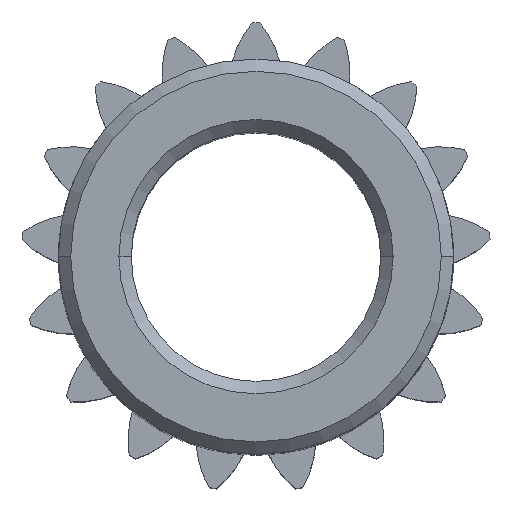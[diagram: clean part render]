
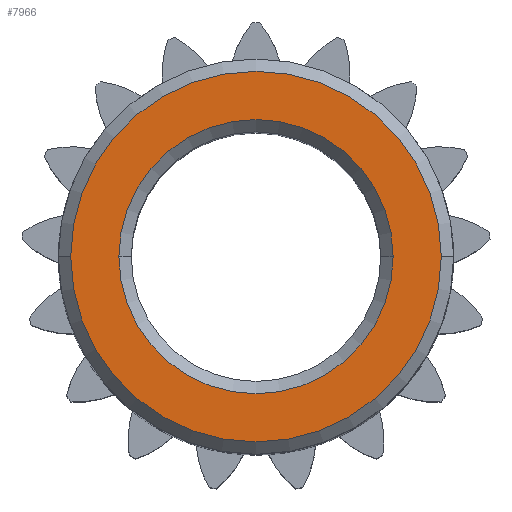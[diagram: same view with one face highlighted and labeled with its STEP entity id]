
A CAD part, top view. The second image highlights one B-rep face of the part: STEP entity #7966.
In plain terms, the highlighted planar face has unit normal (0, 0, 1).
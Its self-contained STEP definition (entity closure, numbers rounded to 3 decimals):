
#301 = CONICAL_SURFACE('',#302,2.775,0.785);
#302 = AXIS2_PLACEMENT_3D('',#303,#304,#305);
#303 = CARTESIAN_POINT('',(0.,0.,10.));
#304 = DIRECTION('',(0.,0.,1.));
#305 = DIRECTION('',(-1.,0.,0.));
#424 = VERTEX_POINT('',#425);
#425 = CARTESIAN_POINT('',(-2.775,0.,10.));
#432 = CONICAL_SURFACE('',#433,2.775,0.785);
#433 = AXIS2_PLACEMENT_3D('',#434,#435,#436);
#434 = CARTESIAN_POINT('',(0.,0.,10.));
#435 = DIRECTION('',(0.,0.,1.));
#436 = DIRECTION('',(-1.,0.,0.));
#451 = EDGE_CURVE('',#452,#424,#454,.T.);
#452 = VERTEX_POINT('',#453);
#453 = CARTESIAN_POINT('',(2.775,-0.,10.));
#454 = SURFACE_CURVE('',#455,(#460,#467),.PCURVE_S1.);
#455 = CIRCLE('',#456,2.775);
#456 = AXIS2_PLACEMENT_3D('',#457,#458,#459);
#457 = CARTESIAN_POINT('',(0.,0.,10.));
#458 = DIRECTION('',(0.,0.,1.));
#459 = DIRECTION('',(-1.,0.,0.));
#460 = PCURVE('',#432,#461);
#461 = DEFINITIONAL_REPRESENTATION('',(#462),#466);
#462 = LINE('',#463,#464);
#463 = CARTESIAN_POINT('',(0.,0.));
#464 = VECTOR('',#465,1.);
#465 = DIRECTION('',(1.,0.));
#466 = ( GEOMETRIC_REPRESENTATION_CONTEXT(2) 
PARAMETRIC_REPRESENTATION_CONTEXT() REPRESENTATION_CONTEXT('2D SPACE',''
  ) );
#467 = PCURVE('',#468,#473);
#468 = PLANE('',#469);
#469 = AXIS2_PLACEMENT_3D('',#470,#471,#472);
#470 = CARTESIAN_POINT('',(0.,0.,10.));
#471 = DIRECTION('',(0.,0.,-1.));
#472 = DIRECTION('',(0.,-1.,0.));
#473 = DEFINITIONAL_REPRESENTATION('',(#474),#482);
#474 = ( BOUNDED_CURVE() B_SPLINE_CURVE(2,(#475,#476,#477,#478,#479,#480
,#481),.UNSPECIFIED.,.T.,.F.) B_SPLINE_CURVE_WITH_KNOTS((1,2,2,2,2,1),(
    -2.094,0.,2.094,4.189,6.283,
8.378),.UNSPECIFIED.) CURVE() GEOMETRIC_REPRESENTATION_ITEM() 
RATIONAL_B_SPLINE_CURVE((1.,0.5,1.,0.5,1.,0.5,1.)) REPRESENTATION_ITEM(
  '') );
#475 = CARTESIAN_POINT('',(0.,2.775));
#476 = CARTESIAN_POINT('',(4.806,2.775));
#477 = CARTESIAN_POINT('',(2.403,-1.387));
#478 = CARTESIAN_POINT('',(0.,-5.55));
#479 = CARTESIAN_POINT('',(-2.403,-1.387));
#480 = CARTESIAN_POINT('',(-4.806,2.775));
#481 = CARTESIAN_POINT('',(0.,2.775));
#482 = ( GEOMETRIC_REPRESENTATION_CONTEXT(2) 
PARAMETRIC_REPRESENTATION_CONTEXT() REPRESENTATION_CONTEXT('2D SPACE',''
  ) );
#530 = EDGE_CURVE('',#531,#533,#535,.T.);
#531 = VERTEX_POINT('',#532);
#532 = CARTESIAN_POINT('',(3.75,0.,10.));
#533 = VERTEX_POINT('',#534);
#534 = CARTESIAN_POINT('',(-3.75,-0.,10.));
#535 = SURFACE_CURVE('',#536,(#541,#553),.PCURVE_S1.);
#536 = CIRCLE('',#537,3.75);
#537 = AXIS2_PLACEMENT_3D('',#538,#539,#540);
#538 = CARTESIAN_POINT('',(0.,0.,10.));
#539 = DIRECTION('',(0.,0.,-1.));
#540 = DIRECTION('',(1.,0.,0.));
#541 = PCURVE('',#542,#547);
#542 = CONICAL_SURFACE('',#543,4.,0.785);
#543 = AXIS2_PLACEMENT_3D('',#544,#545,#546);
#544 = CARTESIAN_POINT('',(0.,0.,9.75));
#545 = DIRECTION('',(0.,0.,-1.));
#546 = DIRECTION('',(1.,0.,0.));
#547 = DEFINITIONAL_REPRESENTATION('',(#548),#552);
#548 = LINE('',#549,#550);
#549 = CARTESIAN_POINT('',(0.,-0.25));
#550 = VECTOR('',#551,1.);
#551 = DIRECTION('',(1.,0.));
#552 = ( GEOMETRIC_REPRESENTATION_CONTEXT(2) 
PARAMETRIC_REPRESENTATION_CONTEXT() REPRESENTATION_CONTEXT('2D SPACE',''
  ) );
#553 = PCURVE('',#468,#554);
#554 = DEFINITIONAL_REPRESENTATION('',(#555),#559);
#555 = CIRCLE('',#556,3.75);
#556 = AXIS2_PLACEMENT_2D('',#557,#558);
#557 = CARTESIAN_POINT('',(0.,0.));
#558 = DIRECTION('',(0.,-1.));
#559 = ( GEOMETRIC_REPRESENTATION_CONTEXT(2) 
PARAMETRIC_REPRESENTATION_CONTEXT() REPRESENTATION_CONTEXT('2D SPACE',''
  ) );
#577 = CONICAL_SURFACE('',#578,4.,0.785);
#578 = AXIS2_PLACEMENT_3D('',#579,#580,#581);
#579 = CARTESIAN_POINT('',(0.,0.,9.75));
#580 = DIRECTION('',(0.,0.,-1.));
#581 = DIRECTION('',(1.,0.,0.));
#5809 = EDGE_CURVE('',#533,#531,#5810,.T.);
#5810 = SURFACE_CURVE('',#5811,(#5816,#5823),.PCURVE_S1.);
#5811 = CIRCLE('',#5812,3.75);
#5812 = AXIS2_PLACEMENT_3D('',#5813,#5814,#5815);
#5813 = CARTESIAN_POINT('',(0.,0.,10.));
#5814 = DIRECTION('',(0.,0.,-1.));
#5815 = DIRECTION('',(1.,0.,0.));
#5816 = PCURVE('',#577,#5817);
#5817 = DEFINITIONAL_REPRESENTATION('',(#5818),#5822);
#5818 = LINE('',#5819,#5820);
#5819 = CARTESIAN_POINT('',(0.,-0.25));
#5820 = VECTOR('',#5821,1.);
#5821 = DIRECTION('',(1.,0.));
#5822 = ( GEOMETRIC_REPRESENTATION_CONTEXT(2) 
PARAMETRIC_REPRESENTATION_CONTEXT() REPRESENTATION_CONTEXT('2D SPACE',''
  ) );
#5823 = PCURVE('',#468,#5824);
#5824 = DEFINITIONAL_REPRESENTATION('',(#5825),#5829);
#5825 = CIRCLE('',#5826,3.75);
#5826 = AXIS2_PLACEMENT_2D('',#5827,#5828);
#5827 = CARTESIAN_POINT('',(0.,0.));
#5828 = DIRECTION('',(0.,-1.));
#5829 = ( GEOMETRIC_REPRESENTATION_CONTEXT(2) 
PARAMETRIC_REPRESENTATION_CONTEXT() REPRESENTATION_CONTEXT('2D SPACE',''
  ) );
#5836 = EDGE_CURVE('',#424,#452,#5837,.T.);
#5837 = SURFACE_CURVE('',#5838,(#5843,#5850),.PCURVE_S1.);
#5838 = CIRCLE('',#5839,2.775);
#5839 = AXIS2_PLACEMENT_3D('',#5840,#5841,#5842);
#5840 = CARTESIAN_POINT('',(0.,0.,10.));
#5841 = DIRECTION('',(0.,0.,1.));
#5842 = DIRECTION('',(-1.,0.,0.));
#5843 = PCURVE('',#301,#5844);
#5844 = DEFINITIONAL_REPRESENTATION('',(#5845),#5849);
#5845 = LINE('',#5846,#5847);
#5846 = CARTESIAN_POINT('',(0.,0.));
#5847 = VECTOR('',#5848,1.);
#5848 = DIRECTION('',(1.,0.));
#5849 = ( GEOMETRIC_REPRESENTATION_CONTEXT(2) 
PARAMETRIC_REPRESENTATION_CONTEXT() REPRESENTATION_CONTEXT('2D SPACE',''
  ) );
#5850 = PCURVE('',#468,#5851);
#5851 = DEFINITIONAL_REPRESENTATION('',(#5852),#5860);
#5852 = ( BOUNDED_CURVE() B_SPLINE_CURVE(2,(#5853,#5854,#5855,#5856,
#5857,#5858,#5859),.UNSPECIFIED.,.T.,.F.) B_SPLINE_CURVE_WITH_KNOTS((1,2
    ,2,2,2,1),(-2.094,0.,2.094,4.189,
6.283,8.378),.UNSPECIFIED.) CURVE() 
GEOMETRIC_REPRESENTATION_ITEM() RATIONAL_B_SPLINE_CURVE((1.,0.5,1.,0.5,
1.,0.5,1.)) REPRESENTATION_ITEM('') );
#5853 = CARTESIAN_POINT('',(0.,2.775));
#5854 = CARTESIAN_POINT('',(4.806,2.775));
#5855 = CARTESIAN_POINT('',(2.403,-1.387));
#5856 = CARTESIAN_POINT('',(0.,-5.55));
#5857 = CARTESIAN_POINT('',(-2.403,-1.387));
#5858 = CARTESIAN_POINT('',(-4.806,2.775));
#5859 = CARTESIAN_POINT('',(0.,2.775));
#5860 = ( GEOMETRIC_REPRESENTATION_CONTEXT(2) 
PARAMETRIC_REPRESENTATION_CONTEXT() REPRESENTATION_CONTEXT('2D SPACE',''
  ) );
#7966 = ADVANCED_FACE('',(#7967,#7971),#468,.F.);
#7967 = FACE_BOUND('',#7968,.T.);
#7968 = EDGE_LOOP('',(#7969,#7970));
#7969 = ORIENTED_EDGE('',*,*,#530,.F.);
#7970 = ORIENTED_EDGE('',*,*,#5809,.F.);
#7971 = FACE_BOUND('',#7972,.T.);
#7972 = EDGE_LOOP('',(#7973,#7974));
#7973 = ORIENTED_EDGE('',*,*,#5836,.F.);
#7974 = ORIENTED_EDGE('',*,*,#451,.F.);
